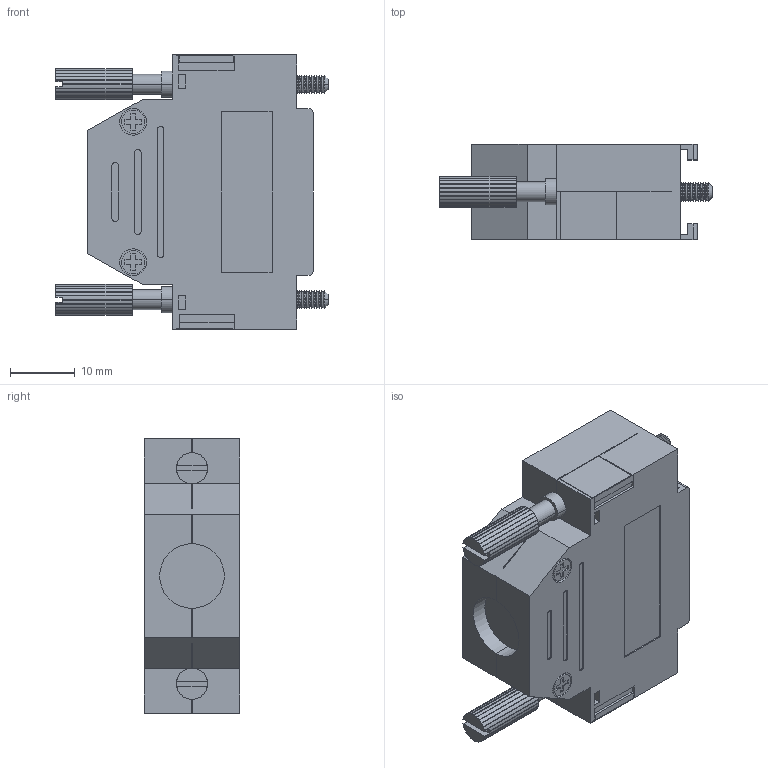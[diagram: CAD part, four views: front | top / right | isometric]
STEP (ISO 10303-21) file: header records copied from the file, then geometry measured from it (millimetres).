
FILE_DESCRIPTION (( 'STEP AP214' ), '1' );
FILE_NAME ('FM1050_3D.step', '2023-10-04T16:31:19', ( '' ), ( '' ), 'SwSTEP 2.0', 'SolidWorks 2022', '' );
FILE_SCHEMA (( 'AUTOMOTIVE_DESIGN' ));
Length unit declared in the file: inch
Products named in the file (3): FM1050_3D; Copy of SDRS15HOT ^FM1050; Copy of 3AA07-019^FM1050
Assembly tree (3 placements, depth 2):
  FM1050_3D
    Copy of SDRS15HOT ^FM1050
    Copy of 3AA07-019^FM1050  x2
Bounding box: 42.14 x 14.73 x 42.42 mm (x, y, z)
Volume: 11795.5 mm3; surface area: 7880.6 mm2
Topology: 3 solids, 3 shells, 529 faces, 1376 edges, 884 vertices
Faces by surface type: plane 319, cylinder 110, cone 100
Entity records: 11960 total; most frequent: CARTESIAN_POINT 2072, ORIENTED_EDGE 2036, DIRECTION 2020, EDGE_CURVE 1018, VECTOR 800, LINE 800, VERTEX_POINT 662, AXIS2_PLACEMENT_3D 610
